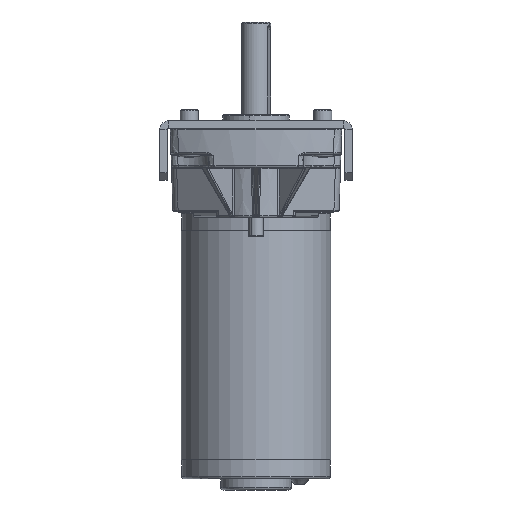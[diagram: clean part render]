
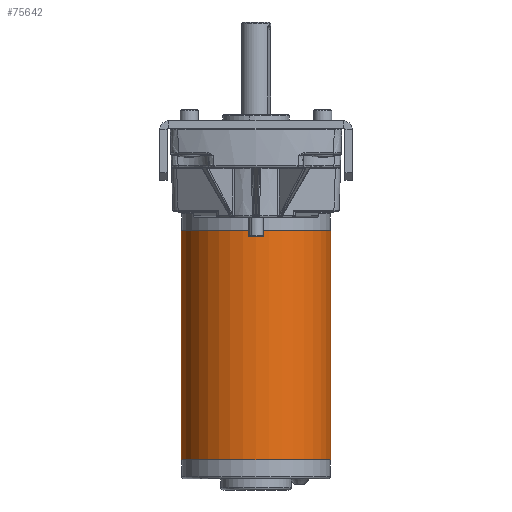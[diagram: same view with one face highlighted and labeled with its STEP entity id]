
A CAD part, front view. The second image highlights one B-rep face of the part: STEP entity #75642.
In plain terms, the highlighted cylindrical face has radius 32.004 mm (diameter 64.008 mm), a partial arc.
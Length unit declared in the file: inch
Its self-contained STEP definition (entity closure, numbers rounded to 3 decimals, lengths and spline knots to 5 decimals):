
#3543 = DIRECTION ( 'NONE',  ( -1., 0., 0. ) ) ;
#4353 = AXIS2_PLACEMENT_3D ( 'NONE', #17253, #24084, #55780 ) ;
#6091 = CYLINDRICAL_SURFACE ( 'NONE', #54051, 1.26 ) ;
#8657 = CARTESIAN_POINT ( 'NONE',  ( 0.14, 4.303, 0.426 ) ) ;
#17023 = DIRECTION ( 'NONE',  ( 0., 0., -1. ) ) ;
#17253 = CARTESIAN_POINT ( 'NONE',  ( 1.4, 4.303, 0.426 ) ) ;
#20175 = DIRECTION ( 'NONE',  ( 0., 0., -1. ) ) ;
#20630 = CARTESIAN_POINT ( 'NONE',  ( 2.66, 4.303, 0.426 ) ) ;
#24084 = DIRECTION ( 'NONE',  ( 0., 0., -1. ) ) ;
#25276 = LINE ( 'NONE', #46786, #63126 ) ;
#29309 = VERTEX_POINT ( 'NONE', #60696 ) ;
#39383 = EDGE_CURVE ( 'NONE', #40923, #56874, #60906, .T. ) ;
#39384 = CIRCLE ( 'NONE', #94017, 1.26 ) ;
#40671 = CARTESIAN_POINT ( 'NONE',  ( 1.4, 4.303, -3.438 ) ) ;
#40923 = VERTEX_POINT ( 'NONE', #77660 ) ;
#42984 = EDGE_CURVE ( 'NONE', #47004, #29309, #25276, .T. ) ;
#43407 = EDGE_LOOP ( 'NONE', ( #70040, #96358, #91039, #69706 ) ) ;
#45360 = CARTESIAN_POINT ( 'NONE',  ( 0.14, 4.303, -3.438 ) ) ;
#46642 = VECTOR ( 'NONE', #47652, 39.37008 ) ;
#46786 = CARTESIAN_POINT ( 'NONE',  ( 2.66, 4.303, 0.426 ) ) ;
#46820 = EDGE_CURVE ( 'NONE', #29309, #56874, #39384, .T. ) ;
#47004 = VERTEX_POINT ( 'NONE', #20630 ) ;
#47652 = DIRECTION ( 'NONE',  ( 0., 0., -1. ) ) ;
#47976 = CIRCLE ( 'NONE', #4353, 1.26 ) ;
#51008 = DIRECTION ( 'NONE',  ( -1., 0., 0. ) ) ;
#52622 = FACE_OUTER_BOUND ( 'NONE', #43407, .T. ) ;
#54051 = AXIS2_PLACEMENT_3D ( 'NONE', #56844, #80859, #51008 ) ;
#55780 = DIRECTION ( 'NONE',  ( -1., 0., 0. ) ) ;
#56844 = CARTESIAN_POINT ( 'NONE',  ( 1.4, 4.303, 0.426 ) ) ;
#56874 = VERTEX_POINT ( 'NONE', #45360 ) ;
#60696 = CARTESIAN_POINT ( 'NONE',  ( 2.66, 4.303, -3.438 ) ) ;
#60906 = LINE ( 'NONE', #8657, #46642 ) ;
#63126 = VECTOR ( 'NONE', #17023, 39.37008 ) ;
#69706 = ORIENTED_EDGE ( 'NONE', *, *, #46820, .F. ) ;
#69761 = EDGE_CURVE ( 'NONE', #47004, #40923, #47976, .T. ) ;
#70040 = ORIENTED_EDGE ( 'NONE', *, *, #42984, .F. ) ;
#75642 = ADVANCED_FACE ( 'NONE', ( #52622 ), #6091, .T. ) ;
#77660 = CARTESIAN_POINT ( 'NONE',  ( 0.14, 4.303, 0.426 ) ) ;
#80859 = DIRECTION ( 'NONE',  ( 0., 0., -1. ) ) ;
#91039 = ORIENTED_EDGE ( 'NONE', *, *, #39383, .T. ) ;
#94017 = AXIS2_PLACEMENT_3D ( 'NONE', #40671, #20175, #3543 ) ;
#96358 = ORIENTED_EDGE ( 'NONE', *, *, #69761, .T. ) ;
